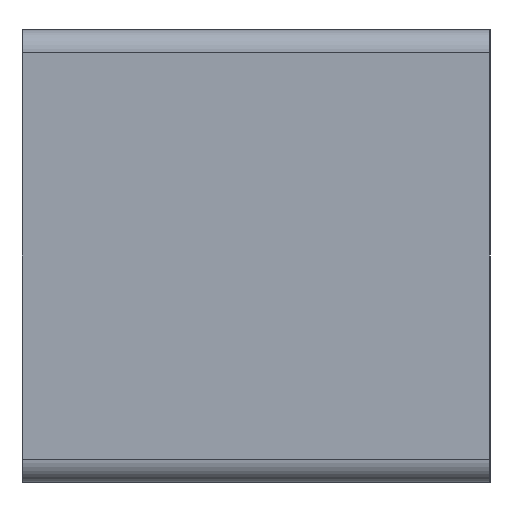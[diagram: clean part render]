
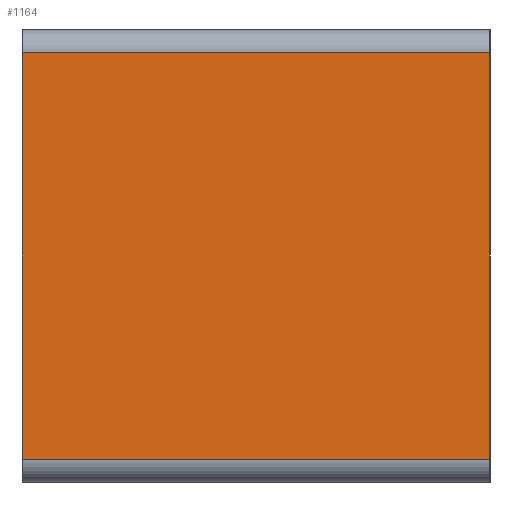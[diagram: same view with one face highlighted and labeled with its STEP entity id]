
A CAD part, left-side view. The second image highlights one B-rep face of the part: STEP entity #1164.
In plain terms, the highlighted planar face has unit normal (-1, 0, 0).
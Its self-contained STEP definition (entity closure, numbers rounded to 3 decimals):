
#32 = PLANE('',#33);
#33 = AXIS2_PLACEMENT_3D('',#34,#35,#36);
#34 = CARTESIAN_POINT('',(863.,0.,-475.5));
#35 = DIRECTION('',(0.,1.,0.));
#36 = DIRECTION('',(1.,0.,0.));
#57 = VERTEX_POINT('',#58);
#58 = CARTESIAN_POINT('',(50.,0.,-858.));
#73 = CYLINDRICAL_SURFACE('',#74,43.);
#74 = AXIS2_PLACEMENT_3D('',#75,#76,#77);
#75 = CARTESIAN_POINT('',(93.,860.,-858.));
#76 = DIRECTION('',(0.,1.,0.));
#77 = DIRECTION('',(1.,0.,0.));
#85 = EDGE_CURVE('',#57,#86,#88,.T.);
#86 = VERTEX_POINT('',#87);
#87 = CARTESIAN_POINT('',(50.,0.,-93.));
#88 = SURFACE_CURVE('',#89,(#93,#100),.PCURVE_S1.);
#89 = LINE('',#90,#91);
#90 = CARTESIAN_POINT('',(50.,0.,-858.));
#91 = VECTOR('',#92,1.);
#92 = DIRECTION('',(0.,0.,1.));
#93 = PCURVE('',#32,#94);
#94 = DEFINITIONAL_REPRESENTATION('',(#95),#99);
#95 = LINE('',#96,#97);
#96 = CARTESIAN_POINT('',(-813.,382.5));
#97 = VECTOR('',#98,1.);
#98 = DIRECTION('',(0.,-1.));
#99 = ( GEOMETRIC_REPRESENTATION_CONTEXT(2) 
PARAMETRIC_REPRESENTATION_CONTEXT() REPRESENTATION_CONTEXT('2D SPACE',''
  ) );
#100 = PCURVE('',#101,#106);
#101 = PLANE('',#102);
#102 = AXIS2_PLACEMENT_3D('',#103,#104,#105);
#103 = CARTESIAN_POINT('',(50.,860.,-858.));
#104 = DIRECTION('',(-1.,0.,0.));
#105 = DIRECTION('',(0.,0.,1.));
#106 = DEFINITIONAL_REPRESENTATION('',(#107),#111);
#107 = LINE('',#108,#109);
#108 = CARTESIAN_POINT('',(0.,-860.));
#109 = VECTOR('',#110,1.);
#110 = DIRECTION('',(1.,0.));
#111 = ( GEOMETRIC_REPRESENTATION_CONTEXT(2) 
PARAMETRIC_REPRESENTATION_CONTEXT() REPRESENTATION_CONTEXT('2D SPACE',''
  ) );
#130 = CYLINDRICAL_SURFACE('',#131,43.);
#131 = AXIS2_PLACEMENT_3D('',#132,#133,#134);
#132 = CARTESIAN_POINT('',(93.,860.,-93.));
#133 = DIRECTION('',(0.,1.,0.));
#134 = DIRECTION('',(1.,0.,0.));
#543 = PLANE('',#544);
#544 = AXIS2_PLACEMENT_3D('',#545,#546,#547);
#545 = CARTESIAN_POINT('',(863.,880.,-475.5));
#546 = DIRECTION('',(0.,1.,0.));
#547 = DIRECTION('',(-1.,0.,0.));
#921 = VERTEX_POINT('',#922);
#922 = CARTESIAN_POINT('',(50.,880.,-93.));
#946 = EDGE_CURVE('',#947,#921,#949,.T.);
#947 = VERTEX_POINT('',#948);
#948 = CARTESIAN_POINT('',(50.,880.,-858.));
#949 = SURFACE_CURVE('',#950,(#954,#961),.PCURVE_S1.);
#950 = LINE('',#951,#952);
#951 = CARTESIAN_POINT('',(50.,880.,-858.));
#952 = VECTOR('',#953,1.);
#953 = DIRECTION('',(0.,0.,1.));
#954 = PCURVE('',#543,#955);
#955 = DEFINITIONAL_REPRESENTATION('',(#956),#960);
#956 = LINE('',#957,#958);
#957 = CARTESIAN_POINT('',(813.,-382.5));
#958 = VECTOR('',#959,1.);
#959 = DIRECTION('',(0.,1.));
#960 = ( GEOMETRIC_REPRESENTATION_CONTEXT(2) 
PARAMETRIC_REPRESENTATION_CONTEXT() REPRESENTATION_CONTEXT('2D SPACE',''
  ) );
#961 = PCURVE('',#101,#962);
#962 = DEFINITIONAL_REPRESENTATION('',(#963),#967);
#963 = LINE('',#964,#965);
#964 = CARTESIAN_POINT('',(0.,20.));
#965 = VECTOR('',#966,1.);
#966 = DIRECTION('',(1.,0.));
#967 = ( GEOMETRIC_REPRESENTATION_CONTEXT(2) 
PARAMETRIC_REPRESENTATION_CONTEXT() REPRESENTATION_CONTEXT('2D SPACE',''
  ) );
#1144 = EDGE_CURVE('',#921,#86,#1145,.T.);
#1145 = SURFACE_CURVE('',#1146,(#1150,#1157),.PCURVE_S1.);
#1146 = LINE('',#1147,#1148);
#1147 = CARTESIAN_POINT('',(50.,880.,-93.));
#1148 = VECTOR('',#1149,1.);
#1149 = DIRECTION('',(0.,-1.,0.));
#1150 = PCURVE('',#130,#1151);
#1151 = DEFINITIONAL_REPRESENTATION('',(#1152),#1156);
#1152 = LINE('',#1153,#1154);
#1153 = CARTESIAN_POINT('',(3.142,20.));
#1154 = VECTOR('',#1155,1.);
#1155 = DIRECTION('',(0.,-1.));
#1156 = ( GEOMETRIC_REPRESENTATION_CONTEXT(2) 
PARAMETRIC_REPRESENTATION_CONTEXT() REPRESENTATION_CONTEXT('2D SPACE',''
  ) );
#1157 = PCURVE('',#101,#1158);
#1158 = DEFINITIONAL_REPRESENTATION('',(#1159),#1163);
#1159 = LINE('',#1160,#1161);
#1160 = CARTESIAN_POINT('',(765.,20.));
#1161 = VECTOR('',#1162,1.);
#1162 = DIRECTION('',(0.,-1.));
#1163 = ( GEOMETRIC_REPRESENTATION_CONTEXT(2) 
PARAMETRIC_REPRESENTATION_CONTEXT() REPRESENTATION_CONTEXT('2D SPACE',''
  ) );
#1164 = ADVANCED_FACE('',(#1165),#101,.T.);
#1165 = FACE_BOUND('',#1166,.F.);
#1166 = EDGE_LOOP('',(#1167,#1188,#1189,#1190));
#1167 = ORIENTED_EDGE('',*,*,#1168,.F.);
#1168 = EDGE_CURVE('',#947,#57,#1169,.T.);
#1169 = SURFACE_CURVE('',#1170,(#1174,#1181),.PCURVE_S1.);
#1170 = LINE('',#1171,#1172);
#1171 = CARTESIAN_POINT('',(50.,880.,-858.));
#1172 = VECTOR('',#1173,1.);
#1173 = DIRECTION('',(0.,-1.,0.));
#1174 = PCURVE('',#101,#1175);
#1175 = DEFINITIONAL_REPRESENTATION('',(#1176),#1180);
#1176 = LINE('',#1177,#1178);
#1177 = CARTESIAN_POINT('',(0.,20.));
#1178 = VECTOR('',#1179,1.);
#1179 = DIRECTION('',(0.,-1.));
#1180 = ( GEOMETRIC_REPRESENTATION_CONTEXT(2) 
PARAMETRIC_REPRESENTATION_CONTEXT() REPRESENTATION_CONTEXT('2D SPACE',''
  ) );
#1181 = PCURVE('',#73,#1182);
#1182 = DEFINITIONAL_REPRESENTATION('',(#1183),#1187);
#1183 = LINE('',#1184,#1185);
#1184 = CARTESIAN_POINT('',(3.142,20.));
#1185 = VECTOR('',#1186,1.);
#1186 = DIRECTION('',(0.,-1.));
#1187 = ( GEOMETRIC_REPRESENTATION_CONTEXT(2) 
PARAMETRIC_REPRESENTATION_CONTEXT() REPRESENTATION_CONTEXT('2D SPACE',''
  ) );
#1188 = ORIENTED_EDGE('',*,*,#946,.T.);
#1189 = ORIENTED_EDGE('',*,*,#1144,.T.);
#1190 = ORIENTED_EDGE('',*,*,#85,.F.);
